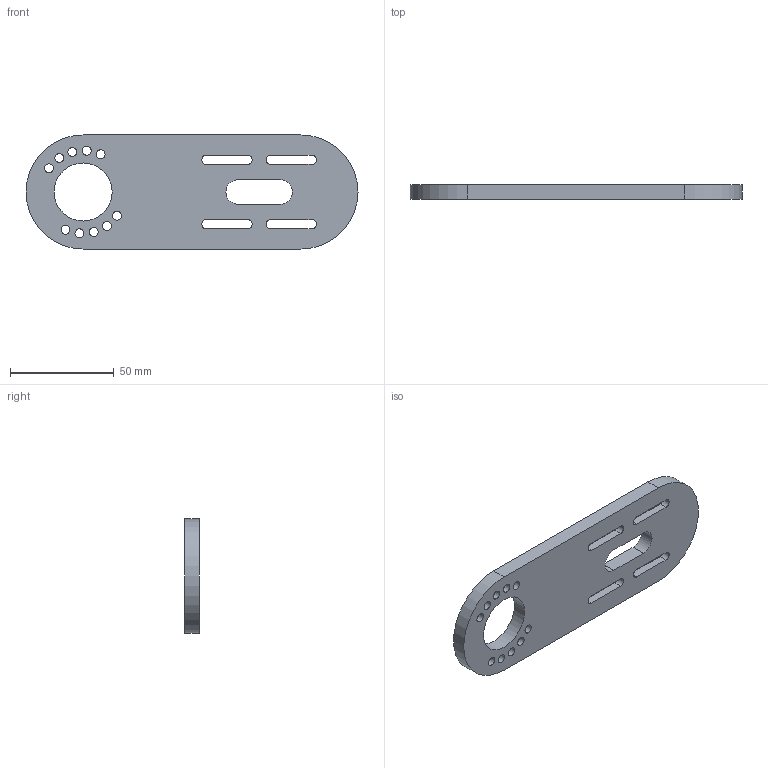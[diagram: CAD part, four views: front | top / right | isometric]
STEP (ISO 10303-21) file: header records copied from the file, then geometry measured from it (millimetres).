
FILE_DESCRIPTION(/* description */ (''),/* implementation_level */ '2;1');
FILE_NAME(/* name */ 'reverse arm.stp',/* time_stamp */ '2025-07-14T01:37:37-07:00',/* author */ ('devan'),/* organization */ (''),/* preprocessor_version */ 'ST-DEVELOPER v20',/* originating_system */ 'Autodesk Inventor 2025',/* authorisation */ '');
FILE_SCHEMA (('AUTOMOTIVE_DESIGN { 1 0 10303 214 3 1 1 }'));
Length unit declared in the file: millimetre
Products named in the file (1): arm
Bounding box: 160 x 7 x 55 mm (x, y, z)
Volume: 44734.7 mm3; surface area: 19782.3 mm2
Topology: 1 solids, 1 shells, 91 faces, 249 edges, 166 vertices
Faces by surface type: cylinder 63, plane 28
Full cylindrical faces by diameter (mm): 4.3 x10, 28 x1
Entity records: 3056 total; most frequent: DIRECTION 559, CARTESIAN_POINT 507, ORIENTED_EDGE 498, EDGE_CURVE 249, AXIS2_PLACEMENT_3D 218, VERTEX_POINT 166, EDGE_LOOP 129, CIRCLE 126
